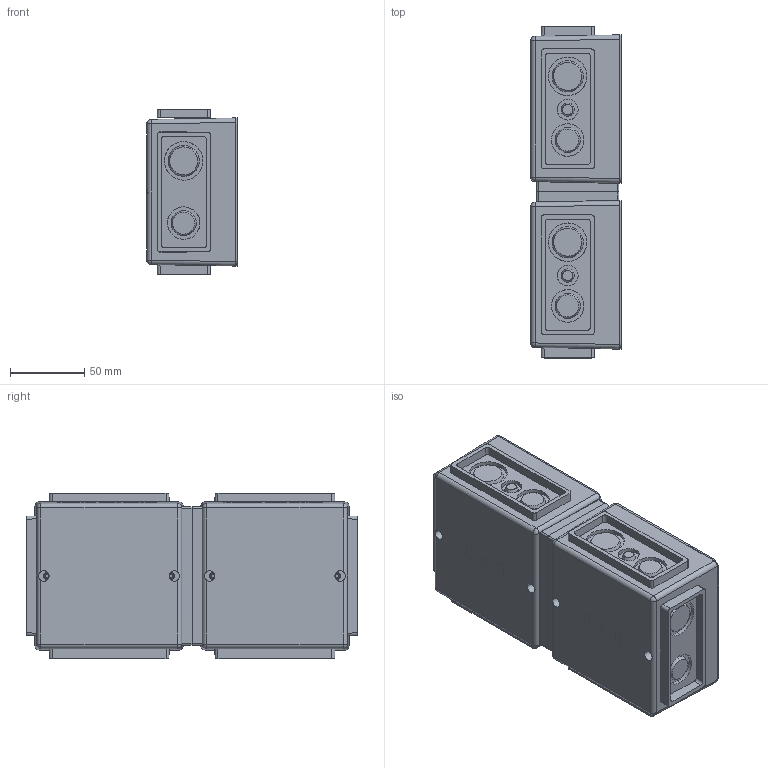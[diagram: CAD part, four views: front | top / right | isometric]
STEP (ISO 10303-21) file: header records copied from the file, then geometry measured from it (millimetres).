
FILE_DESCRIPTION(('CATIA V5 STEP Exchange','CAx-IF Rec.Pracs.--- Model Styling and Organization---1.4--- 2014-01-23'),'2;1');
FILE_NAME('650331_A-ASS-1.stp','2020-02-19T07:17:26+00:00',('none'),('none'),'CATIA Version 5-6 Release 2017 SP3','CATIA V5 STEP AP214','none');
FILE_SCHEMA(('AUTOMOTIVE_DESIGN { 1 0 10303 214 1 1 1 1 }'));
Length unit declared in the file: millimetre
Products named in the file (5): Box double; 39108C; 39211; 42058; ED01906_A
Assembly tree (9 placements, depth 2):
  Box double
    39108C  x2
    39211
    42058  x4
    ED01906_A  x2
Bounding box: 61.2 x 224 x 112 mm (x, y, z)
Volume: 257271.9 mm3; surface area: 225035.4 mm2
Topology: 15 solids, 15 shells, 2528 faces, 7056 edges, 4640 vertices
Faces by surface type: plane 1208, cylinder 1136, bspline 80, cone 60, torus 28, sphere 16
Entity records: 38372 total; most frequent: CARTESIAN_POINT 11114, ORIENTED_EDGE 6552, DIRECTION 4069, EDGE_CURVE 3276, VERTEX_POINT 2156, VECTOR 1791, LINE 1791, AXIS2_PLACEMENT_3D 1531
